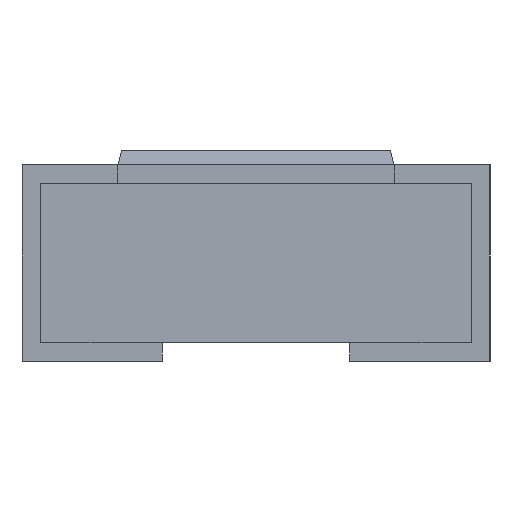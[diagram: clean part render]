
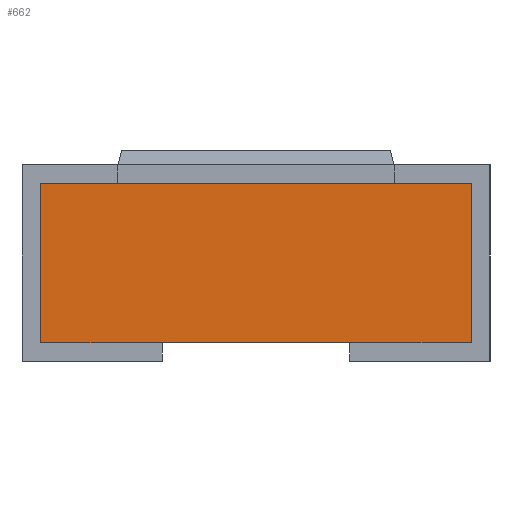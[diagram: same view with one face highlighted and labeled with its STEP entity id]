
A CAD part, left-side view. The second image highlights one B-rep face of the part: STEP entity #662.
In plain terms, the highlighted planar face has unit normal (-1, 0, 0).
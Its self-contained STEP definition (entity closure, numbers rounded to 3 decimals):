
#104 = VERTEX_POINT('',#105);
#105 = CARTESIAN_POINT('',(-0.995,-0.2,0.04));
#111 = EDGE_CURVE('',#112,#104,#114,.T.);
#112 = VERTEX_POINT('',#113);
#113 = CARTESIAN_POINT('',(-0.995,0.2,0.04));
#114 = LINE('',#115,#116);
#115 = CARTESIAN_POINT('',(-0.995,0.49,0.04));
#116 = VECTOR('',#117,1.);
#117 = DIRECTION('',(0.,-1.,0.));
#662 = ADVANCED_FACE('',(#663),#720,.F.);
#663 = FACE_BOUND('',#664,.T.);
#664 = EDGE_LOOP('',(#665,#675,#683,#691,#699,#707,#713,#714));
#665 = ORIENTED_EDGE('',*,*,#666,.F.);
#666 = EDGE_CURVE('',#667,#669,#671,.T.);
#667 = VERTEX_POINT('',#668);
#668 = CARTESIAN_POINT('',(-0.995,-0.46,0.38));
#669 = VERTEX_POINT('',#670);
#670 = CARTESIAN_POINT('',(-0.995,-0.46,0.04));
#671 = LINE('',#672,#673);
#672 = CARTESIAN_POINT('',(-0.995,-0.46,0.38));
#673 = VECTOR('',#674,1.);
#674 = DIRECTION('',(0.,0.,-1.));
#675 = ORIENTED_EDGE('',*,*,#676,.F.);
#676 = EDGE_CURVE('',#677,#667,#679,.T.);
#677 = VERTEX_POINT('',#678);
#678 = CARTESIAN_POINT('',(-0.995,-0.295,0.38));
#679 = LINE('',#680,#681);
#680 = CARTESIAN_POINT('',(-0.995,0.49,0.38));
#681 = VECTOR('',#682,1.);
#682 = DIRECTION('',(0.,-1.,0.));
#683 = ORIENTED_EDGE('',*,*,#684,.F.);
#684 = EDGE_CURVE('',#685,#677,#687,.T.);
#685 = VERTEX_POINT('',#686);
#686 = CARTESIAN_POINT('',(-0.995,0.295,0.38));
#687 = LINE('',#688,#689);
#688 = CARTESIAN_POINT('',(-0.995,0.49,0.38));
#689 = VECTOR('',#690,1.);
#690 = DIRECTION('',(0.,-1.,0.));
#691 = ORIENTED_EDGE('',*,*,#692,.F.);
#692 = EDGE_CURVE('',#693,#685,#695,.T.);
#693 = VERTEX_POINT('',#694);
#694 = CARTESIAN_POINT('',(-0.995,0.46,0.38));
#695 = LINE('',#696,#697);
#696 = CARTESIAN_POINT('',(-0.995,0.49,0.38));
#697 = VECTOR('',#698,1.);
#698 = DIRECTION('',(0.,-1.,0.));
#699 = ORIENTED_EDGE('',*,*,#700,.F.);
#700 = EDGE_CURVE('',#701,#693,#703,.T.);
#701 = VERTEX_POINT('',#702);
#702 = CARTESIAN_POINT('',(-0.995,0.46,0.04));
#703 = LINE('',#704,#705);
#704 = CARTESIAN_POINT('',(-0.995,0.46,0.38));
#705 = VECTOR('',#706,1.);
#706 = DIRECTION('',(0.,0.,1.));
#707 = ORIENTED_EDGE('',*,*,#708,.T.);
#708 = EDGE_CURVE('',#701,#112,#709,.T.);
#709 = LINE('',#710,#711);
#710 = CARTESIAN_POINT('',(-0.995,0.49,0.04));
#711 = VECTOR('',#712,1.);
#712 = DIRECTION('',(0.,-1.,0.));
#713 = ORIENTED_EDGE('',*,*,#111,.T.);
#714 = ORIENTED_EDGE('',*,*,#715,.F.);
#715 = EDGE_CURVE('',#669,#104,#716,.T.);
#716 = LINE('',#717,#718);
#717 = CARTESIAN_POINT('',(-0.995,0.49,0.04));
#718 = VECTOR('',#719,1.);
#719 = DIRECTION('',(0.,1.,0.));
#720 = PLANE('',#721);
#721 = AXIS2_PLACEMENT_3D('',#722,#723,#724);
#722 = CARTESIAN_POINT('',(-0.995,0.49,0.38));
#723 = DIRECTION('',(1.,0.,0.));
#724 = DIRECTION('',(0.,1.,0.));
